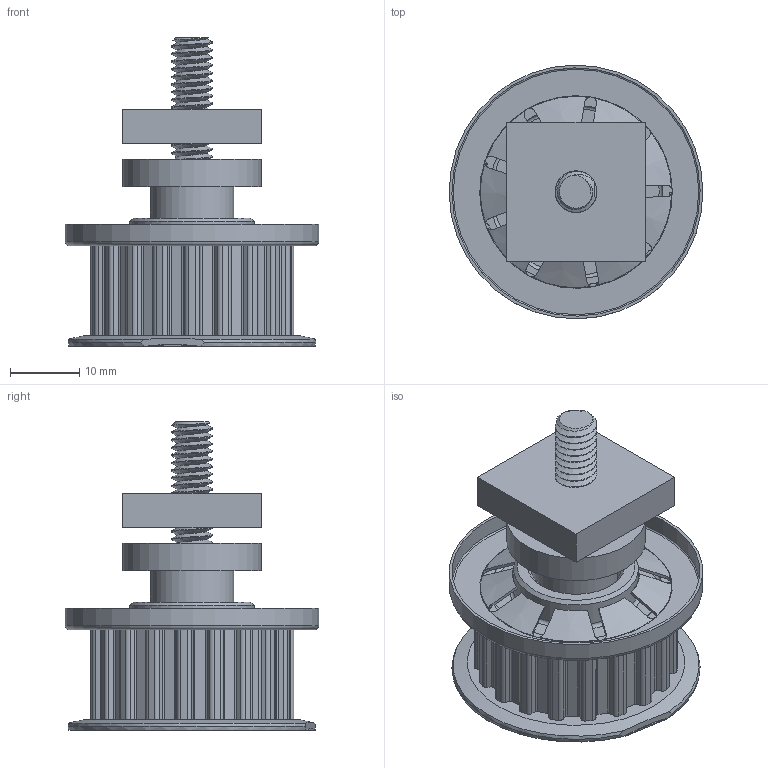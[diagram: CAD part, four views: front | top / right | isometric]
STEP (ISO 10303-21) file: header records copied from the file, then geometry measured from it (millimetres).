
FILE_DESCRIPTION(/* description */ (''),/* implementation_level */ '2;1');
FILE_NAME(/* name */ '10189.stp',/* time_stamp */ '2019-08-05T09:53:59+02:00',/* author */ ('DOMINIQUE'),/* organization */ (''),/* preprocessor_version */ 'ST-DEVELOPER v17.2',/* originating_system */ 'Autodesk Inventor 2019',/* authorisation */ '');
FILE_SCHEMA (('AUTOMOTIVE_DESIGN { 1 0 10303 214 3 1 1 }'));
Length unit declared in the file: millimetre
Products named in the file (8): 10167-A; Attache courroie crantée p14; 20111-A; vis tete ronde M6x40; 20616; Poulie Siobra siobra moteur; 20617; 09179
Assembly tree (7 placements, depth 3):
  10167-A
    Attache courroie crantée p14
    20111-A
    vis tete ronde M6x40
    20616
      Poulie Siobra siobra moteur
      20617
      09179
Bounding box: 36.6 x 36.6 x 44.5 mm (x, y, z)
Volume: 13023.1 mm3; surface area: 12678.5 mm2
Topology: 11 solids, 12 shells, 341 faces, 964 edges, 648 vertices
Faces by surface type: cylinder 146, plane 113, cone 38, torus 37, sphere 5, bspline 2
Full cylindrical faces by diameter (mm): 4.917 x1, 6 x22, 6.1 x1, 10.238 x4, 10.5 x1, 12 x1, 13 x1, 14.762 x4, 18 x1, 19 x2, 20 x1, 35.8 x1, 36.6 x1
Entity records: 14270 total; most frequent: CARTESIAN_POINT 4976, ORIENTED_EDGE 1926, DIRECTION 1911, EDGE_CURVE 963, AXIS2_PLACEMENT_3D 766, VERTEX_POINT 668, CIRCLE 412, LINE 379
